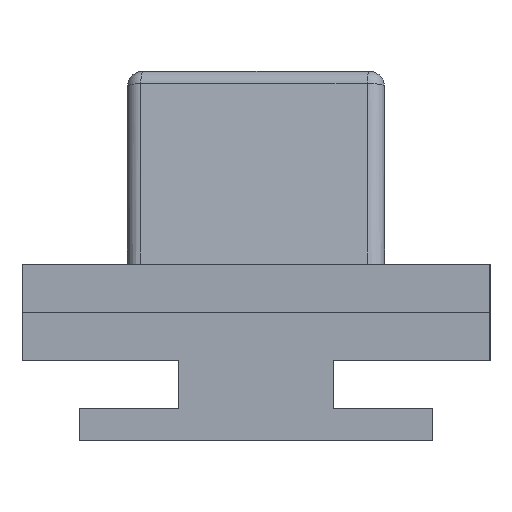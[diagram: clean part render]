
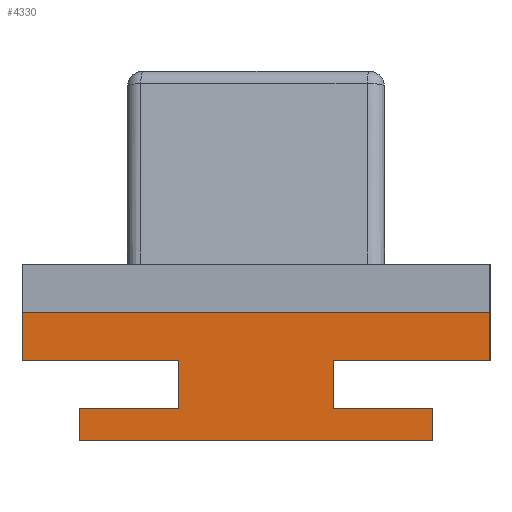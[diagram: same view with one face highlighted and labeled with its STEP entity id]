
A CAD part, left-side view. The second image highlights one B-rep face of the part: STEP entity #4330.
In plain terms, the highlighted planar face has unit normal (-1, 0, 0).
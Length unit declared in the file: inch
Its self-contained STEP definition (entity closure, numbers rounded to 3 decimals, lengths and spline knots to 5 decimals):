
#3364=CARTESIAN_POINT('Vertex',(-22.4375,0.91,-0.375)) ;
#3367=CARTESIAN_POINT('Line Origine',(-22.4375,0.91,-0.28125)) ;
#3371=CARTESIAN_POINT('Vertex',(-22.4375,0.91,-0.1875)) ;
#3432=CARTESIAN_POINT('Vertex',(-22.4375,-0.91,-0.375)) ;
#3458=CARTESIAN_POINT('Vertex',(-22.4375,-0.91,-0.1875)) ;
#3461=CARTESIAN_POINT('Line Origine',(-22.4375,-0.91,-0.28125)) ;
#4125=CARTESIAN_POINT('Vertex',(-22.4375,0.3,-0.375)) ;
#4128=CARTESIAN_POINT('Line Origine',(-22.4375,0.605,-0.375)) ;
#4252=CARTESIAN_POINT('Axis2P3D Location',(-22.4375,0.91,-0.6875)) ;
#4257=CARTESIAN_POINT('Line Origine',(-22.4375,0.49375,-0.5625)) ;
#4261=CARTESIAN_POINT('Vertex',(-22.4375,0.3,-0.5625)) ;
#4263=CARTESIAN_POINT('Vertex',(-22.4375,0.6875,-0.5625)) ;
#4266=CARTESIAN_POINT('Line Origine',(-22.4375,0.6875,-0.625)) ;
#4270=CARTESIAN_POINT('Vertex',(-22.4375,0.6875,-0.6875)) ;
#4273=CARTESIAN_POINT('Line Origine',(-22.4375,0.,-0.6875)) ;
#4277=CARTESIAN_POINT('Vertex',(-22.4375,-0.6875,-0.6875)) ;
#4280=CARTESIAN_POINT('Line Origine',(-22.4375,-0.6875,-0.625)) ;
#4284=CARTESIAN_POINT('Vertex',(-22.4375,-0.6875,-0.5625)) ;
#4287=CARTESIAN_POINT('Line Origine',(-22.4375,-0.49375,-0.5625)) ;
#4291=CARTESIAN_POINT('Vertex',(-22.4375,-0.3,-0.5625)) ;
#4294=CARTESIAN_POINT('Line Origine',(-22.4375,-0.3,-0.46875)) ;
#4298=CARTESIAN_POINT('Vertex',(-22.4375,-0.3,-0.375)) ;
#4301=CARTESIAN_POINT('Line Origine',(-22.4375,-0.605,-0.375)) ;
#4306=CARTESIAN_POINT('Line Origine',(-22.4375,0.,-0.1875)) ;
#4311=CARTESIAN_POINT('Line Origine',(-22.4375,0.3,-0.46875)) ;
#3368=DIRECTION('Vector Direction',(0.,0.,1.)) ;
#3462=DIRECTION('Vector Direction',(0.,0.,1.)) ;
#4129=DIRECTION('Vector Direction',(0.,-1.,0.)) ;
#4253=DIRECTION('Axis2P3D Direction',(1.,0.,-0.)) ;
#4254=DIRECTION('Axis2P3D XDirection',(0.,0.,1.)) ;
#4258=DIRECTION('Vector Direction',(0.,1.,0.)) ;
#4267=DIRECTION('Vector Direction',(0.,0.,1.)) ;
#4274=DIRECTION('Vector Direction',(0.,-1.,0.)) ;
#4281=DIRECTION('Vector Direction',(0.,0.,1.)) ;
#4288=DIRECTION('Vector Direction',(0.,1.,0.)) ;
#4295=DIRECTION('Vector Direction',(0.,0.,-1.)) ;
#4302=DIRECTION('Vector Direction',(0.,-1.,0.)) ;
#4307=DIRECTION('Vector Direction',(0.,-1.,0.)) ;
#4312=DIRECTION('Vector Direction',(0.,0.,-1.)) ;
#4255=AXIS2_PLACEMENT_3D('Plane Axis2P3D',#4252,#4253,#4254) ;
#4317=ORIENTED_EDGE('',*,*,#4265,.T.) ;
#4318=ORIENTED_EDGE('',*,*,#4272,.F.) ;
#4319=ORIENTED_EDGE('',*,*,#4279,.T.) ;
#4320=ORIENTED_EDGE('',*,*,#4286,.T.) ;
#4321=ORIENTED_EDGE('',*,*,#4293,.T.) ;
#4322=ORIENTED_EDGE('',*,*,#4300,.T.) ;
#4323=ORIENTED_EDGE('',*,*,#4305,.T.) ;
#4324=ORIENTED_EDGE('',*,*,#3465,.T.) ;
#4325=ORIENTED_EDGE('',*,*,#4310,.F.) ;
#4326=ORIENTED_EDGE('',*,*,#3373,.T.) ;
#4327=ORIENTED_EDGE('',*,*,#4132,.T.) ;
#4328=ORIENTED_EDGE('',*,*,#4315,.F.) ;
#3369=VECTOR('Line Direction',#3368,0.03937) ;
#3463=VECTOR('Line Direction',#3462,0.03937) ;
#4130=VECTOR('Line Direction',#4129,0.03937) ;
#4259=VECTOR('Line Direction',#4258,0.03937) ;
#4268=VECTOR('Line Direction',#4267,0.03937) ;
#4275=VECTOR('Line Direction',#4274,0.03937) ;
#4282=VECTOR('Line Direction',#4281,0.03937) ;
#4289=VECTOR('Line Direction',#4288,0.03937) ;
#4296=VECTOR('Line Direction',#4295,0.03937) ;
#4303=VECTOR('Line Direction',#4302,0.03937) ;
#4308=VECTOR('Line Direction',#4307,0.03937) ;
#4313=VECTOR('Line Direction',#4312,0.03937) ;
#4330=ADVANCED_FACE('MASTER MODEL',(#4329),#4256,.F.) ;
#3373=EDGE_CURVE('',#3372,#3365,#3370,.F.) ;
#3465=EDGE_CURVE('',#3433,#3459,#3464,.T.) ;
#4132=EDGE_CURVE('',#3365,#4126,#4131,.T.) ;
#4265=EDGE_CURVE('',#4262,#4264,#4260,.T.) ;
#4272=EDGE_CURVE('',#4271,#4264,#4269,.T.) ;
#4279=EDGE_CURVE('',#4271,#4278,#4276,.T.) ;
#4286=EDGE_CURVE('',#4278,#4285,#4283,.T.) ;
#4293=EDGE_CURVE('',#4285,#4292,#4290,.T.) ;
#4300=EDGE_CURVE('',#4292,#4299,#4297,.F.) ;
#4305=EDGE_CURVE('',#4299,#3433,#4304,.T.) ;
#4310=EDGE_CURVE('',#3372,#3459,#4309,.T.) ;
#4315=EDGE_CURVE('',#4262,#4126,#4314,.F.) ;
#4316=EDGE_LOOP('',(#4317,#4318,#4319,#4320,#4321,#4322,#4323,#4324,#4325,#4326,#4327,#4328)) ;
#4329=FACE_OUTER_BOUND('',#4316,.T.) ;
#3370=LINE('Line',#3367,#3369) ;
#3464=LINE('Line',#3461,#3463) ;
#4131=LINE('Line',#4128,#4130) ;
#4260=LINE('Line',#4257,#4259) ;
#4269=LINE('Line',#4266,#4268) ;
#4276=LINE('Line',#4273,#4275) ;
#4283=LINE('Line',#4280,#4282) ;
#4290=LINE('Line',#4287,#4289) ;
#4297=LINE('Line',#4294,#4296) ;
#4304=LINE('Line',#4301,#4303) ;
#4309=LINE('Line',#4306,#4308) ;
#4314=LINE('Line',#4311,#4313) ;
#4256=PLANE('',#4255) ;
#3365=VERTEX_POINT('',#3364) ;
#3372=VERTEX_POINT('',#3371) ;
#3433=VERTEX_POINT('',#3432) ;
#3459=VERTEX_POINT('',#3458) ;
#4126=VERTEX_POINT('',#4125) ;
#4262=VERTEX_POINT('',#4261) ;
#4264=VERTEX_POINT('',#4263) ;
#4271=VERTEX_POINT('',#4270) ;
#4278=VERTEX_POINT('',#4277) ;
#4285=VERTEX_POINT('',#4284) ;
#4292=VERTEX_POINT('',#4291) ;
#4299=VERTEX_POINT('',#4298) ;
